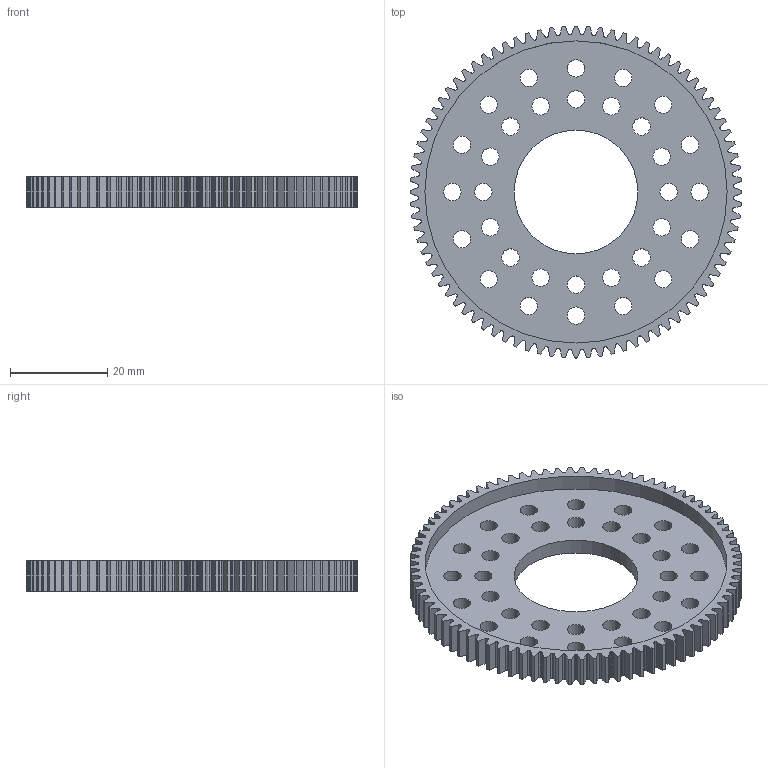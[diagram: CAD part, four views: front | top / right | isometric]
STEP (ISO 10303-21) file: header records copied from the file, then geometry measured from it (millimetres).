
FILE_DESCRIPTION (( 'STEP AP203' ), '1' );
FILE_NAME ('615226.STEP', '2016-10-04T20:22:55', ( '' ), ( '' ), 'SwSTEP 2.0', 'SolidWorks 2014', '' );
FILE_SCHEMA (( 'CONFIG_CONTROL_DESIGN' ));
Length unit declared in the file: millimetre
Products named in the file (1): 615226
Bounding box: 68.26 x 68.26 x 6.35 mm (x, y, z)
Volume: 9855.9 mm3; surface area: 9920.3 mm2
Topology: 1 solids, 1 shells, 744 faces, 2223 edges, 1482 vertices
Faces by surface type: bspline 336, cylinder 237, plane 171
Entity records: 35922 total; most frequent: CARTESIAN_POINT 17554, ORIENTED_EDGE 4446, DIRECTION 2843, EDGE_CURVE 2223, VERTEX_POINT 1482, LINE 1077, VECTOR 1077, AXIS2_PLACEMENT_3D 883
